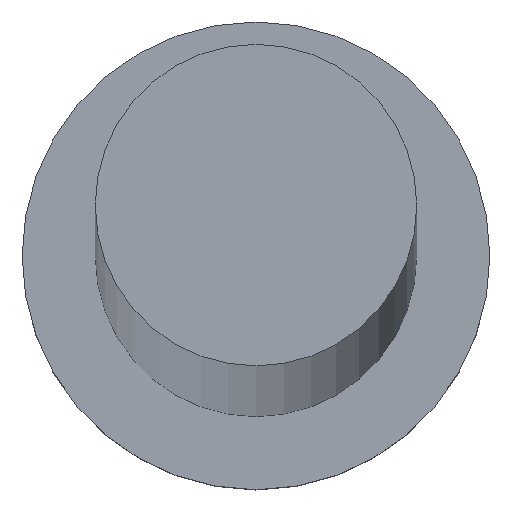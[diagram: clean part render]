
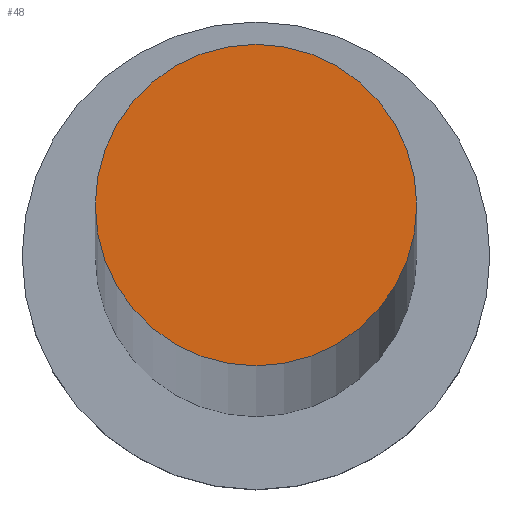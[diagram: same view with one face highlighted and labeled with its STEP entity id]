
A CAD part, top view. The second image highlights one B-rep face of the part: STEP entity #48.
In plain terms, the highlighted planar face has unit normal (0, 0, 1).
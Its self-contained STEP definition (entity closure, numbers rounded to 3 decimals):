
#22 = EDGE_LOOP ( 'NONE', ( #224, #181 ) ) ;
#32 = FACE_OUTER_BOUND ( 'NONE', #22, .T. ) ;
#33 = CIRCLE ( 'NONE', #210, 5.5 ) ;
#48 = ADVANCED_FACE ( 'NONE', ( #32 ), #88, .T. ) ;
#51 = CARTESIAN_POINT ( 'NONE',  ( 5.5, 0., 1000. ) ) ;
#72 = DIRECTION ( 'NONE',  ( 1., 0., 0. ) ) ;
#76 = EDGE_CURVE ( 'NONE', #119, #80, #112, .T. ) ;
#80 = VERTEX_POINT ( 'NONE', #51 ) ;
#88 = PLANE ( 'NONE',  #139 ) ;
#102 = CARTESIAN_POINT ( 'NONE',  ( 0., 0., 1000. ) ) ;
#111 = DIRECTION ( 'NONE',  ( 1., 0., 0. ) ) ;
#112 = CIRCLE ( 'NONE', #166, 5.5 ) ;
#119 = VERTEX_POINT ( 'NONE', #176 ) ;
#133 = EDGE_CURVE ( 'NONE', #80, #119, #33, .T. ) ;
#139 = AXIS2_PLACEMENT_3D ( 'NONE', #185, #245, #111 ) ;
#149 = DIRECTION ( 'NONE',  ( 0., 0., 1. ) ) ;
#166 = AXIS2_PLACEMENT_3D ( 'NONE', #102, #229, #72 ) ;
#176 = CARTESIAN_POINT ( 'NONE',  ( -5.5, 0., 1000. ) ) ;
#181 = ORIENTED_EDGE ( 'NONE', *, *, #133, .T. ) ;
#185 = CARTESIAN_POINT ( 'NONE',  ( 0., 0., 1000. ) ) ;
#191 = CARTESIAN_POINT ( 'NONE',  ( 0., 0., 1000. ) ) ;
#209 = DIRECTION ( 'NONE',  ( 1., 0., 0. ) ) ;
#210 = AXIS2_PLACEMENT_3D ( 'NONE', #191, #149, #209 ) ;
#224 = ORIENTED_EDGE ( 'NONE', *, *, #76, .T. ) ;
#229 = DIRECTION ( 'NONE',  ( 0., 0., 1. ) ) ;
#245 = DIRECTION ( 'NONE',  ( 0., 0., 1. ) ) ;
